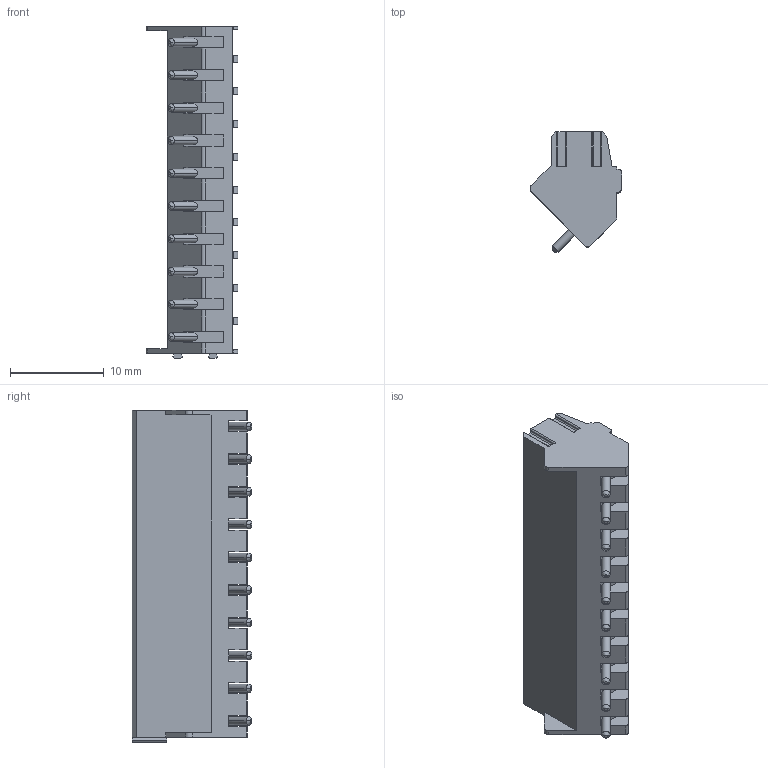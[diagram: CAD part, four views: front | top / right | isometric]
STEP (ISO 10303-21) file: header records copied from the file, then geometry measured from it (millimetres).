
FILE_DESCRIPTION((''),'2;1');
FILE_NAME('PRT0050','2024-10-18T',('yanfa'),(''),'PRO/ENGINEER BY PARAMETRIC TECHNOLOGY CORPORATION, 2009280','PRO/ENGINEER BY PARAMETRIC TECHNOLOGY CORPORATION, 2009280','');
FILE_SCHEMA(('AUTOMOTIVE_DESIGN_CC2 { 1 2 10303 214 -1 1 5 2 }'));
Length unit declared in the file: millimetre
Products named in the file (1): PRT0050
Bounding box: 9.81 x 12.83 x 35.5 mm (x, y, z)
Volume: 2022.7 mm3; surface area: 2650.9 mm2
Topology: 1 solids, 1 shells, 752 faces, 2060 edges, 1340 vertices
Faces by surface type: plane 505, cylinder 167, cone 60, torus 20
Entity records: 23947 total; most frequent: CARTESIAN_POINT 4661, ORIENTED_EDGE 4120, DIRECTION 3898, EDGE_CURVE 2060, VECTOR 1526, LINE 1526, VERTEX_POINT 1340, AXIS2_PLACEMENT_3D 1186
